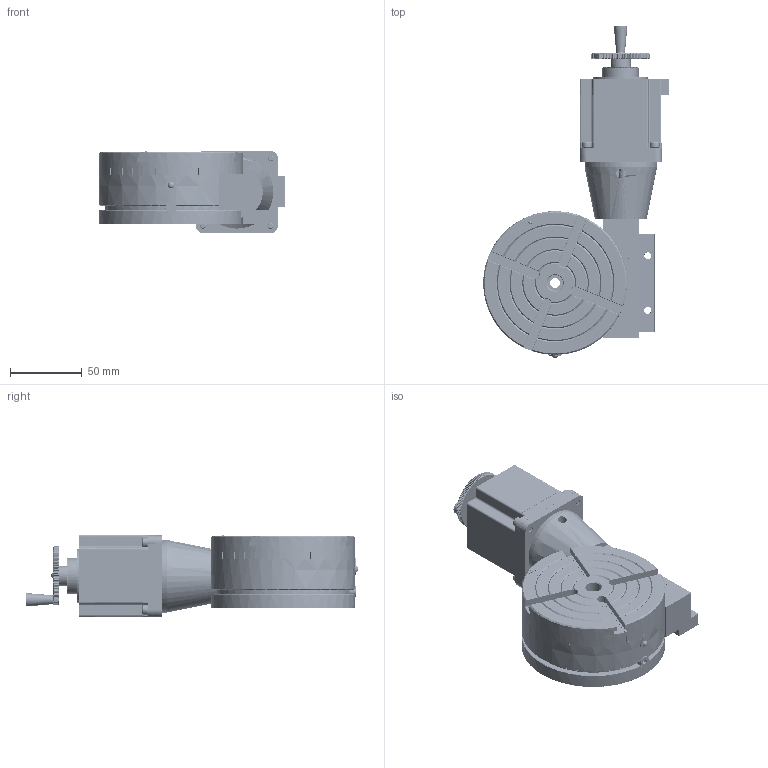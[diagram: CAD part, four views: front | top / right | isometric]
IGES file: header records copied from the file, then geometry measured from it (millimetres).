
Start section: Comment
Global section: file name: 37121_op rotary cnc table.igs; native system:  By Spatial Corp.; preprocessor: XPlus PS/IGES 3.0; author: sherline; organization: Title; date: 20220830.051801; units: inch
Bounding box: 129.59 x 231.9 x 57.59 mm (x, y, z)
Surface area: 129426.6 mm2 (no closed solid volume)
Topology: 0 solids, 0 shells, 2450 faces, 14578 edges, 14550 vertices
Faces by surface type: extrusion 1294, revolution 1140, bspline 16
